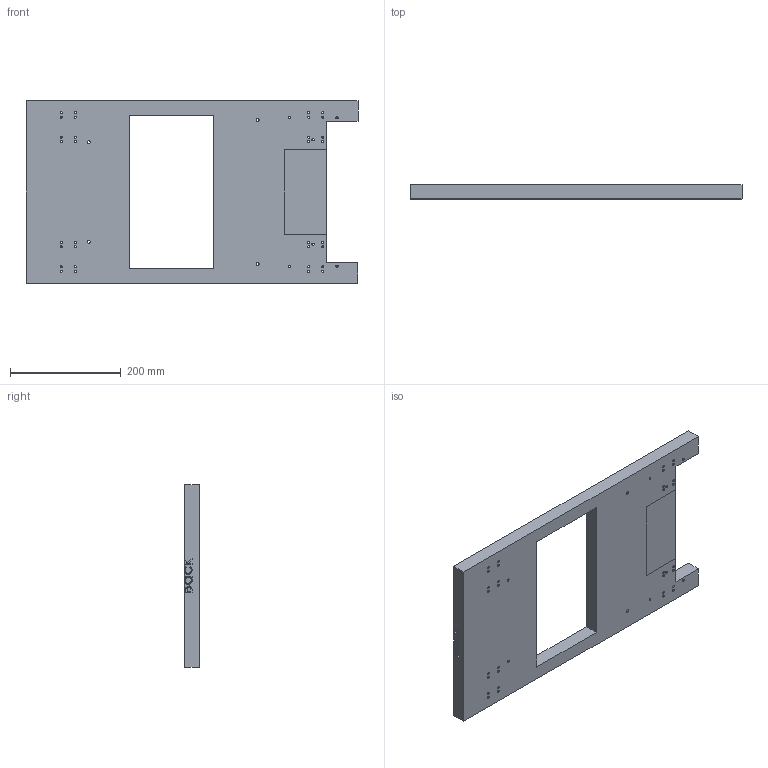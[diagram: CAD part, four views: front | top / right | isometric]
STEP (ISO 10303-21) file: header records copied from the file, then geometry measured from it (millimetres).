
FILE_DESCRIPTION (( 'STEP AP214' ), '1' );
FILE_NAME ('Frame Step File.STEP', '2021-12-02T16:01:01', ( '' ), ( '' ), 'SwSTEP 2.0', 'SolidWorks 2021', '' );
FILE_SCHEMA (( 'AUTOMOTIVE_DESIGN' ));
Length unit declared in the file: inch
Products named in the file (1): Frame Step File
Bounding box: 600.08 x 25.4 x 330.2 mm (x, y, z)
Volume: 3866115.4 mm3; surface area: 402562.5 mm2
Topology: 2 solids, 2 shells, 158 faces, 456 edges, 304 vertices
Faces by surface type: cylinder 84, plane 51, bspline 23
Entity records: 7876 total; most frequent: CARTESIAN_POINT 2198, ORIENTED_EDGE 912, DIRECTION 850, EDGE_CURVE 456, AXIS2_PLACEMENT_3D 304, VERTEX_POINT 304, EDGE_LOOP 246, LINE 242
